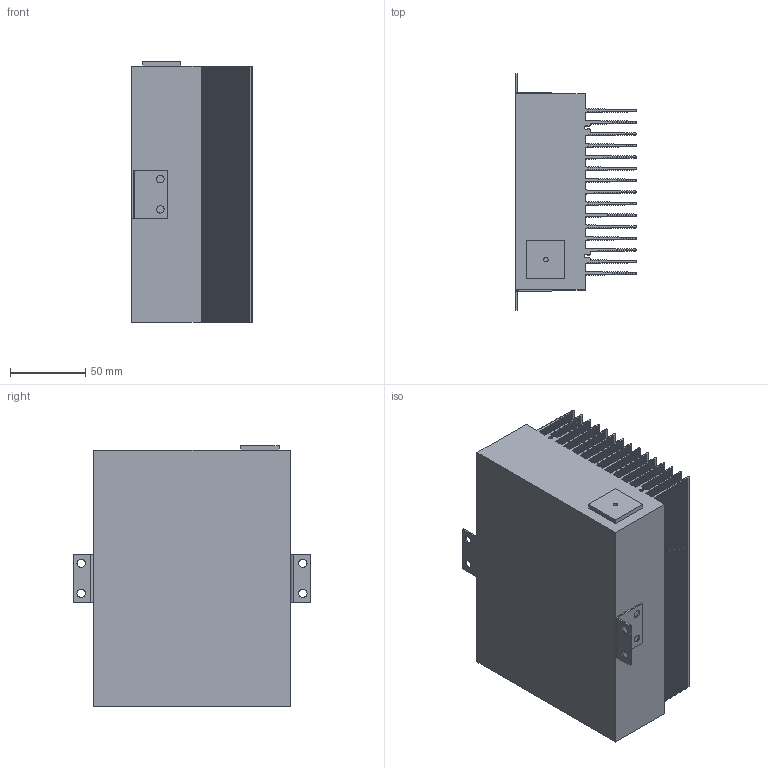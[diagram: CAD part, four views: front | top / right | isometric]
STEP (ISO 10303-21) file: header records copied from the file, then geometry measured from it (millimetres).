
FILE_DESCRIPTION (( 'STEP AP214' ), '1' );
FILE_NAME ('FMTR1155_3D.step', '2023-03-13T23:54:23', ( '' ), ( '' ), 'SwSTEP 2.0', 'SolidWorks 2022', '' );
FILE_SCHEMA (( 'AUTOMOTIVE_DESIGN' ));
Length unit declared in the file: inch
Products named in the file (4): Copy of L200 HOUSING^FMTR1155; Copy (2) of Bracket^FMTR1155; FMTR1155_3D; Copy of Bracket^FMTR1155
Assembly tree (3 placements, depth 2):
  FMTR1155_3D
    Copy of L200 HOUSING^FMTR1155
    Copy of Bracket^FMTR1155
    Copy (2) of Bracket^FMTR1155
Bounding box: 80 x 157 x 173 mm (x, y, z)
Volume: 1159716.4 mm3; surface area: 266423.7 mm2
Topology: 3 solids, 3 shells, 1694 faces, 5058 edges, 3372 vertices
Faces by surface type: plane 1649, cylinder 45
Entity records: 56018 total; most frequent: CARTESIAN_POINT 10130, ORIENTED_EDGE 10116, DIRECTION 8548, EDGE_CURVE 5058, LINE 4968, VECTOR 4968, VERTEX_POINT 3372, AXIS2_PLACEMENT_3D 1790
